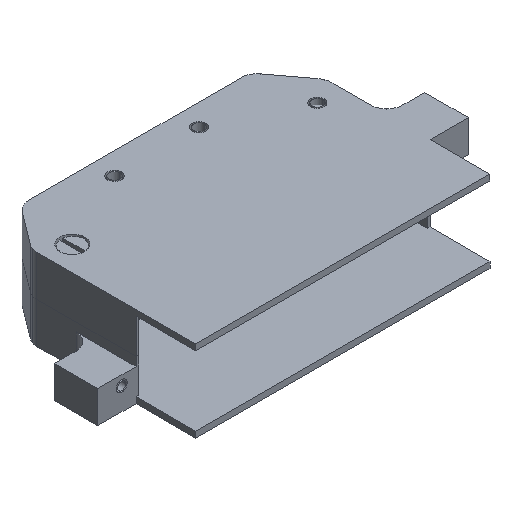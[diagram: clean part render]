
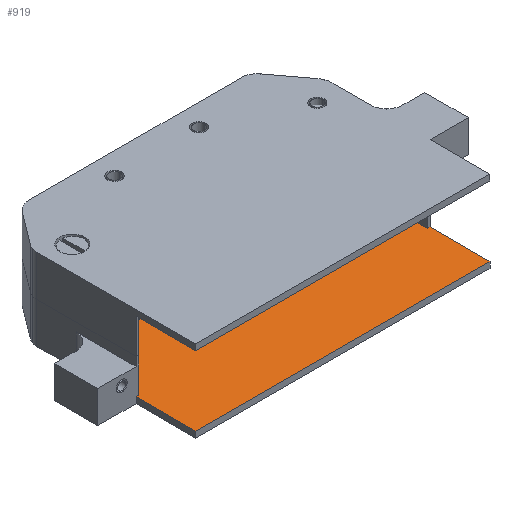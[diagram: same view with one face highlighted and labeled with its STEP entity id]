
A CAD part, isometric view. The second image highlights one B-rep face of the part: STEP entity #919.
In plain terms, the highlighted planar face has unit normal (0, 0, 1).
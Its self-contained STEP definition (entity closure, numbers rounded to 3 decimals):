
#919=ADVANCED_FACE('',(#1788),#1789,.T.);
#1788=FACE_OUTER_BOUND('',#2681,.T.);
#1789=PLANE('',#2682);
#2681=EDGE_LOOP('',(#4878,#4879,#4880,#4881,#4882,#4883,#4884,#4885,#4886,#4887,#4888,#4889,#4890,#4891,#4892,#4893,#4894,#4895,#4896,#4897));
#2682=AXIS2_PLACEMENT_3D('',#4898,#4899,#4900);
#4878=ORIENTED_EDGE('',*,*,#5769,.T.);
#4879=ORIENTED_EDGE('',*,*,#5832,.F.);
#4880=ORIENTED_EDGE('',*,*,#5764,.F.);
#4881=ORIENTED_EDGE('',*,*,#5917,.T.);
#4882=ORIENTED_EDGE('',*,*,#5226,.T.);
#4883=ORIENTED_EDGE('',*,*,#5548,.T.);
#4884=ORIENTED_EDGE('',*,*,#5610,.F.);
#4885=ORIENTED_EDGE('',*,*,#5922,.T.);
#4886=ORIENTED_EDGE('',*,*,#5846,.T.);
#4887=ORIENTED_EDGE('',*,*,#5907,.T.);
#4888=ORIENTED_EDGE('',*,*,#5703,.F.);
#4889=ORIENTED_EDGE('',*,*,#5624,.T.);
#4890=ORIENTED_EDGE('',*,*,#5146,.T.);
#4891=ORIENTED_EDGE('',*,*,#5356,.F.);
#4892=ORIENTED_EDGE('',*,*,#5829,.F.);
#4893=ORIENTED_EDGE('',*,*,#5814,.T.);
#4894=ORIENTED_EDGE('',*,*,#5883,.T.);
#4895=ORIENTED_EDGE('',*,*,#5793,.F.);
#4896=ORIENTED_EDGE('',*,*,#5780,.F.);
#4897=ORIENTED_EDGE('',*,*,#5399,.T.);
#4898=CARTESIAN_POINT('',(1.163,100.018,-5.775));
#4899=DIRECTION('',(0.0,0.,1.0));
#4900=DIRECTION('',(0.0,-1.0,0.));
#5146=EDGE_CURVE('',#6139,#6143,#6145,.T.);
#5226=EDGE_CURVE('',#6276,#6273,#6277,.T.);
#5356=EDGE_CURVE('',#6487,#6143,#6489,.T.);
#5399=EDGE_CURVE('',#6561,#6559,#6562,.T.);
#5548=EDGE_CURVE('',#6273,#6789,#6791,.T.);
#5610=EDGE_CURVE('',#6876,#6789,#6878,.T.);
#5624=EDGE_CURVE('',#6898,#6139,#6899,.T.);
#5703=EDGE_CURVE('',#6898,#6995,#6996,.T.);
#5764=EDGE_CURVE('',#7067,#7068,#7069,.T.);
#5769=EDGE_CURVE('',#6559,#7073,#7075,.T.);
#5780=EDGE_CURVE('',#6561,#7088,#7089,.T.);
#5793=EDGE_CURVE('',#7088,#7103,#7106,.T.);
#5814=EDGE_CURVE('',#7130,#7128,#7131,.T.);
#5829=EDGE_CURVE('',#7130,#6487,#7149,.T.);
#5832=EDGE_CURVE('',#7068,#7073,#7152,.T.);
#5846=EDGE_CURVE('',#7168,#7166,#7169,.T.);
#5883=EDGE_CURVE('',#7128,#7103,#7212,.T.);
#5907=EDGE_CURVE('',#7166,#6995,#7236,.T.);
#5917=EDGE_CURVE('',#7067,#6276,#7246,.T.);
#5922=EDGE_CURVE('',#6876,#7168,#7251,.T.);
#6139=VERTEX_POINT('',#7579);
#6143=VERTEX_POINT('',#7584);
#6145=CIRCLE('',#7587,3.0);
#6273=VERTEX_POINT('',#7810);
#6276=VERTEX_POINT('',#7814);
#6277=CIRCLE('',#7815,3.0);
#6487=VERTEX_POINT('',#8168);
#6489=LINE('',#8171,#8172);
#6559=VERTEX_POINT('',#8254);
#6561=VERTEX_POINT('',#8257);
#6562=LINE('',#8258,#8259);
#6789=VERTEX_POINT('',#8639);
#6791=CIRCLE('',#8642,3.0);
#6876=VERTEX_POINT('',#8759);
#6878=LINE('',#8762,#8763);
#6898=VERTEX_POINT('',#8787);
#6899=CIRCLE('',#8788,3.0);
#6995=VERTEX_POINT('',#8972);
#6996=LINE('',#8973,#8974);
#7067=VERTEX_POINT('',#9076);
#7068=VERTEX_POINT('',#9077);
#7069=LINE('',#9078,#9079);
#7073=VERTEX_POINT('',#9085);
#7075=LINE('',#9088,#9089);
#7088=VERTEX_POINT('',#9103);
#7089=LINE('',#9104,#9105);
#7103=VERTEX_POINT('',#9123);
#7106=LINE('',#9128,#9129);
#7128=VERTEX_POINT('',#9157);
#7130=VERTEX_POINT('',#9160);
#7131=CIRCLE('',#9161,3.0);
#7149=LINE('',#9182,#9183);
#7152=LINE('',#9187,#9188);
#7166=VERTEX_POINT('',#9205);
#7168=VERTEX_POINT('',#9208);
#7169=CIRCLE('',#9209,3.0);
#7212=CIRCLE('',#9256,3.0);
#7236=CIRCLE('',#9309,3.0);
#7246=LINE('',#9321,#9322);
#7251=LINE('',#9327,#9328);
#7579=CARTESIAN_POINT('',(17.791,118.839,-5.775));
#7584=CARTESIAN_POINT('',(16.913,116.718,-5.775));
#7587=AXIS2_PLACEMENT_3D('',#9529,#9530,#9531);
#7810=CARTESIAN_POINT('',(53.784,111.139,-5.775));
#7814=CARTESIAN_POINT('',(54.663,109.018,-5.775));
#7815=AXIS2_PLACEMENT_3D('',#9633,#9634,#9635);
#8168=CARTESIAN_POINT('',(16.913,112.018,-5.775));
#8171=CARTESIAN_POINT('',(16.913,112.018,-5.775));
#8172=VECTOR('',#9835,0.225);
#8254=CARTESIAN_POINT('',(1.163,89.018,-5.775));
#8257=CARTESIAN_POINT('',(1.163,100.018,-5.775));
#8258=CARTESIAN_POINT('',(1.163,100.018,-5.775));
#8259=VECTOR('',#9918,0.54);
#8639=CARTESIAN_POINT('',(51.663,112.018,-5.775));
#8642=AXIS2_PLACEMENT_3D('',#10145,#10146,#10147);
#8759=CARTESIAN_POINT('',(39.413,112.018,-5.775));
#8762=CARTESIAN_POINT('',(1.663,112.018,-5.775));
#8763=VECTOR('',#10217,1.0);
#8787=CARTESIAN_POINT('',(19.913,119.718,-5.775));
#8788=AXIS2_PLACEMENT_3D('',#10237,#10238,#10239);
#8972=CARTESIAN_POINT('',(36.413,119.718,-5.775));
#8973=CARTESIAN_POINT('',(16.913,119.718,-5.775));
#8974=VECTOR('',#10319,1.0);
#9076=CARTESIAN_POINT('',(54.663,100.018,-5.775));
#9077=CARTESIAN_POINT('',(55.163,100.018,-5.775));
#9078=CARTESIAN_POINT('',(1.163,100.018,-5.775));
#9079=VECTOR('',#10393,1.0);
#9085=CARTESIAN_POINT('',(55.163,89.018,-5.775));
#9088=CARTESIAN_POINT('',(1.163,89.018,-5.775));
#9089=VECTOR('',#10397,1.0);
#9103=CARTESIAN_POINT('',(1.663,100.018,-5.775));
#9104=CARTESIAN_POINT('',(1.163,100.018,-5.775));
#9105=VECTOR('',#10414,1.0);
#9123=CARTESIAN_POINT('',(1.663,109.018,-5.775));
#9128=CARTESIAN_POINT('',(1.663,100.018,-5.775));
#9129=VECTOR('',#10421,0.53);
#9157=CARTESIAN_POINT('',(2.541,111.139,-5.775));
#9160=CARTESIAN_POINT('',(4.663,112.018,-5.775));
#9161=AXIS2_PLACEMENT_3D('',#10435,#10436,#10437);
#9182=CARTESIAN_POINT('',(1.663,112.018,-5.775));
#9183=VECTOR('',#10453,1.0);
#9187=CARTESIAN_POINT('',(55.163,100.018,-5.775));
#9188=VECTOR('',#10455,0.54);
#9205=CARTESIAN_POINT('',(38.534,118.839,-5.775));
#9208=CARTESIAN_POINT('',(39.413,116.718,-5.775));
#9209=AXIS2_PLACEMENT_3D('',#10469,#10470,#10471);
#9256=AXIS2_PLACEMENT_3D('',#10518,#10519,#10520);
#9309=AXIS2_PLACEMENT_3D('',#10537,#10538,#10539);
#9321=CARTESIAN_POINT('',(54.663,100.018,-5.775));
#9322=VECTOR('',#10545,0.53);
#9327=CARTESIAN_POINT('',(39.413,112.018,-5.775));
#9328=VECTOR('',#10546,0.225);
#9529=CARTESIAN_POINT('',(19.913,116.718,-5.775));
#9530=DIRECTION('',(0.0,0.,1.0));
#9531=DIRECTION('',(-0.707,0.707,0.));
#9633=CARTESIAN_POINT('',(51.663,109.018,-5.775));
#9634=DIRECTION('',(0.0,0.,1.0));
#9635=DIRECTION('',(0.707,0.707,0.));
#9835=DIRECTION('',(0.0,1.0,0.));
#9918=DIRECTION('',(0.0,-1.0,0.));
#10145=CARTESIAN_POINT('',(51.663,109.018,-5.775));
#10146=DIRECTION('',(0.0,0.,1.0));
#10147=DIRECTION('',(0.707,0.707,0.));
#10217=DIRECTION('',(1.0,0.,0.0));
#10237=CARTESIAN_POINT('',(19.913,116.718,-5.775));
#10238=DIRECTION('',(0.0,0.,1.0));
#10239=DIRECTION('',(-0.707,0.707,0.));
#10319=DIRECTION('',(1.0,0.0,0.0));
#10393=DIRECTION('',(1.0,0.0,0.0));
#10397=DIRECTION('',(1.0,0.0,0.0));
#10414=DIRECTION('',(1.0,0.0,0.0));
#10421=DIRECTION('',(0.,1.0,0.));
#10435=CARTESIAN_POINT('',(4.663,109.018,-5.775));
#10436=DIRECTION('',(0.0,0.,1.0));
#10437=DIRECTION('',(-0.707,0.707,0.));
#10453=DIRECTION('',(1.0,0.,0.0));
#10455=DIRECTION('',(0.0,-1.0,0.));
#10469=CARTESIAN_POINT('',(36.413,116.718,-5.775));
#10470=DIRECTION('',(0.0,0.,1.0));
#10471=DIRECTION('',(0.707,0.707,0.));
#10518=CARTESIAN_POINT('',(4.663,109.018,-5.775));
#10519=DIRECTION('',(0.0,0.,1.0));
#10520=DIRECTION('',(-0.707,0.707,0.));
#10537=CARTESIAN_POINT('',(36.413,116.718,-5.775));
#10538=DIRECTION('',(0.0,0.,1.0));
#10539=DIRECTION('',(0.707,0.707,0.));
#10545=DIRECTION('',(0.,1.0,0.));
#10546=DIRECTION('',(0.0,1.0,0.));
